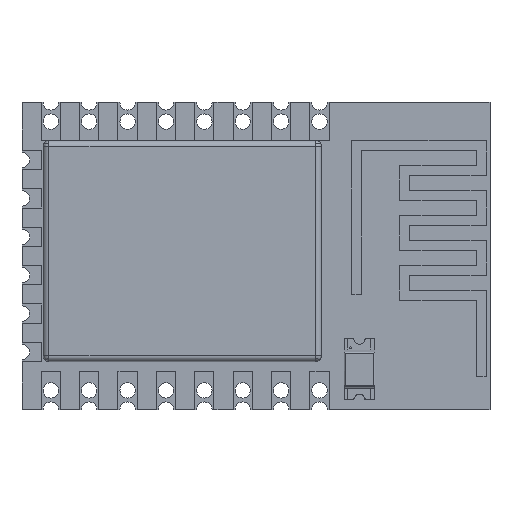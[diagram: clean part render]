
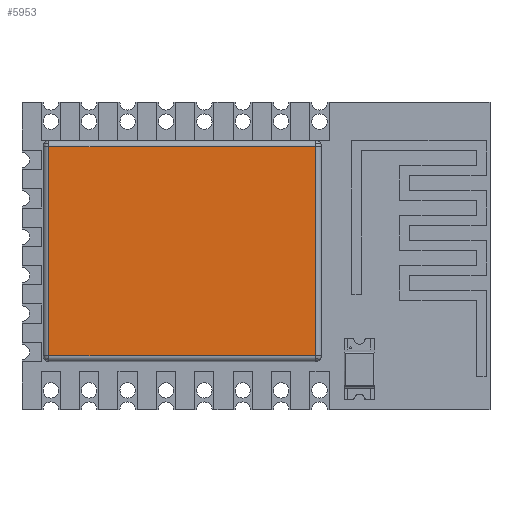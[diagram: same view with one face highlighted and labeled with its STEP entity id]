
A CAD part, front view. The second image highlights one B-rep face of the part: STEP entity #5953.
In plain terms, the highlighted face is planar.
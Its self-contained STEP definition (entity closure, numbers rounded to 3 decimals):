
#612 = PLANE ( 'NONE',  #15455 ) ;
#728 = CARTESIAN_POINT ( 'NONE',  ( 5.45, -6.95, 1.1 ) ) ;
#1736 = DIRECTION ( 'NONE',  ( 0., -1., 0. ) ) ;
#2097 = ORIENTED_EDGE ( 'NONE', *, *, #14679, .T. ) ;
#2955 = CARTESIAN_POINT ( 'NONE',  ( -5.45, -6.95, 1.1 ) ) ;
#3170 = DIRECTION ( 'NONE',  ( 0., 0., 1. ) ) ;
#3528 = VECTOR ( 'NONE', #10948, 1000. ) ;
#4514 = VERTEX_POINT ( 'NONE', #9502 ) ;
#4936 = VERTEX_POINT ( 'NONE', #728 ) ;
#5953 = ADVANCED_FACE ( 'NONE', ( #10370 ), #612, .T. ) ;
#6359 = VERTEX_POINT ( 'NONE', #8495 ) ;
#6553 = LINE ( 'NONE', #10732, #14808 ) ;
#7172 = CARTESIAN_POINT ( 'NONE',  ( -5.45, 0., 1.1 ) ) ;
#7383 = ORIENTED_EDGE ( 'NONE', *, *, #12968, .T. ) ;
#7826 = ORIENTED_EDGE ( 'NONE', *, *, #16753, .T. ) ;
#8373 = DIRECTION ( 'NONE',  ( 1., 0., 0. ) ) ;
#8495 = CARTESIAN_POINT ( 'NONE',  ( 5.45, 6.95, 1.1 ) ) ;
#9149 = CARTESIAN_POINT ( 'NONE',  ( 5.45, 0., 1.1 ) ) ;
#9502 = CARTESIAN_POINT ( 'NONE',  ( -5.45, 6.95, 1.1 ) ) ;
#10200 = EDGE_LOOP ( 'NONE', ( #2097, #10848, #7826, #7383 ) ) ;
#10370 = FACE_OUTER_BOUND ( 'NONE', #10200, .T. ) ;
#10730 = VECTOR ( 'NONE', #1736, 1000. ) ;
#10732 = CARTESIAN_POINT ( 'NONE',  ( 0., 6.95, 1.1 ) ) ;
#10848 = ORIENTED_EDGE ( 'NONE', *, *, #16002, .T. ) ;
#10926 = VECTOR ( 'NONE', #17881, 1000. ) ;
#10948 = DIRECTION ( 'NONE',  ( 1., 0., 0. ) ) ;
#12284 = DIRECTION ( 'NONE',  ( -1., 0., 0. ) ) ;
#12968 = EDGE_CURVE ( 'NONE', #4936, #6359, #13662, .T. ) ;
#13662 = LINE ( 'NONE', #9149, #10926 ) ;
#14342 = CARTESIAN_POINT ( 'NONE',  ( 0., -6.95, 1.1 ) ) ;
#14679 = EDGE_CURVE ( 'NONE', #6359, #4514, #6553, .T. ) ;
#14808 = VECTOR ( 'NONE', #12284, 1000. ) ;
#15273 = LINE ( 'NONE', #14342, #3528 ) ;
#15455 = AXIS2_PLACEMENT_3D ( 'NONE', #15836, #3170, #8373 ) ;
#15769 = LINE ( 'NONE', #7172, #10730 ) ;
#15836 = CARTESIAN_POINT ( 'NONE',  ( 0., 0., 1.1 ) ) ;
#16002 = EDGE_CURVE ( 'NONE', #4514, #16386, #15769, .T. ) ;
#16386 = VERTEX_POINT ( 'NONE', #2955 ) ;
#16753 = EDGE_CURVE ( 'NONE', #16386, #4936, #15273, .T. ) ;
#17881 = DIRECTION ( 'NONE',  ( 0., 1., 0. ) ) ;
